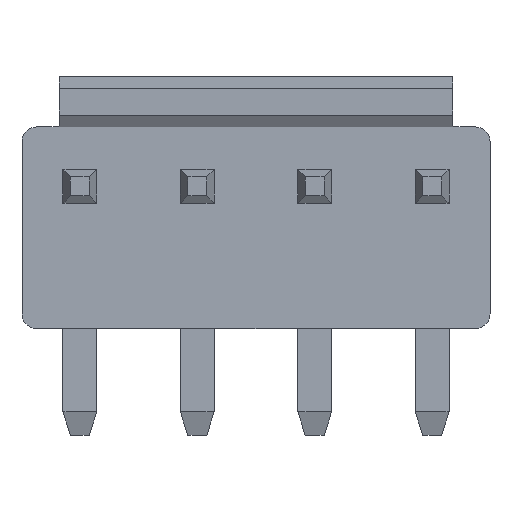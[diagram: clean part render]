
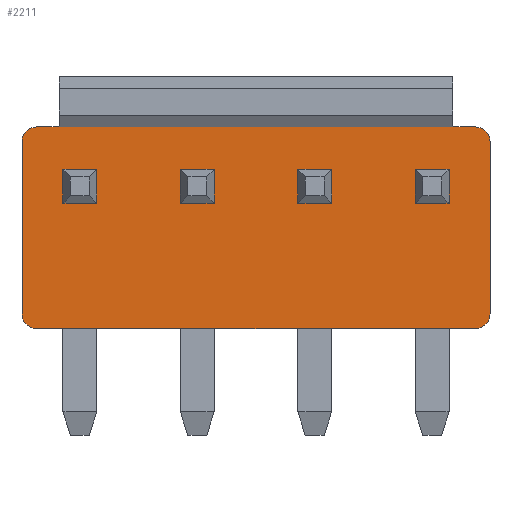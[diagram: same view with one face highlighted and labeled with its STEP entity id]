
A CAD part, front view. The second image highlights one B-rep face of the part: STEP entity #2211.
In plain terms, the highlighted planar face has unit normal (0, -1, 0).
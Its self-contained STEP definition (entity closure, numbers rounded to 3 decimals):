
#71=FACE_BOUND('',#322,.T.);
#72=FACE_BOUND('',#323,.T.);
#73=FACE_BOUND('',#324,.T.);
#74=FACE_BOUND('',#325,.T.);
#80=PLANE('',#2353);
#195=FACE_OUTER_BOUND('',#321,.T.);
#321=EDGE_LOOP('',(#1579,#1580,#1581,#1582,#1583,#1584,#1585,#1586,#1587,
#1588));
#322=EDGE_LOOP('',(#1589,#1590,#1591,#1592));
#323=EDGE_LOOP('',(#1593,#1594,#1595,#1596));
#324=EDGE_LOOP('',(#1597,#1598,#1599,#1600));
#325=EDGE_LOOP('',(#1601,#1602,#1603,#1604));
#455=LINE('',#3103,#745);
#460=LINE('',#3113,#750);
#461=LINE('',#3117,#751);
#462=LINE('',#3121,#752);
#463=LINE('',#3123,#753);
#464=LINE('',#3125,#754);
#465=LINE('',#3129,#755);
#466=LINE('',#3131,#756);
#467=LINE('',#3133,#757);
#468=LINE('',#3134,#758);
#469=LINE('',#3137,#759);
#470=LINE('',#3139,#760);
#471=LINE('',#3141,#761);
#472=LINE('',#3142,#762);
#473=LINE('',#3145,#763);
#474=LINE('',#3147,#764);
#475=LINE('',#3149,#765);
#476=LINE('',#3150,#766);
#477=LINE('',#3153,#767);
#478=LINE('',#3155,#768);
#479=LINE('',#3157,#769);
#480=LINE('',#3158,#770);
#745=VECTOR('',#2511,1000.);
#750=VECTOR('',#2518,1000.);
#751=VECTOR('',#2521,1000.);
#752=VECTOR('',#2524,1000.);
#753=VECTOR('',#2525,1000.);
#754=VECTOR('',#2526,1000.);
#755=VECTOR('',#2529,1000.);
#756=VECTOR('',#2530,1000.);
#757=VECTOR('',#2531,1000.);
#758=VECTOR('',#2532,1000.);
#759=VECTOR('',#2533,1000.);
#760=VECTOR('',#2534,1000.);
#761=VECTOR('',#2535,1000.);
#762=VECTOR('',#2536,1000.);
#763=VECTOR('',#2537,1000.);
#764=VECTOR('',#2538,1000.);
#765=VECTOR('',#2539,1000.);
#766=VECTOR('',#2540,1000.);
#767=VECTOR('',#2541,1000.);
#768=VECTOR('',#2542,1000.);
#769=VECTOR('',#2543,1000.);
#770=VECTOR('',#2544,1000.);
#1034=CIRCLE('',#2351,0.5);
#1035=CIRCLE('',#2354,0.5);
#1036=CIRCLE('',#2355,0.5);
#1037=CIRCLE('',#2356,0.5);
#1059=VERTEX_POINT('',#3096);
#1060=VERTEX_POINT('',#3098);
#1061=VERTEX_POINT('',#3102);
#1065=VERTEX_POINT('',#3112);
#1066=VERTEX_POINT('',#3114);
#1067=VERTEX_POINT('',#3116);
#1068=VERTEX_POINT('',#3118);
#1069=VERTEX_POINT('',#3120);
#1070=VERTEX_POINT('',#3122);
#1071=VERTEX_POINT('',#3124);
#1072=VERTEX_POINT('',#3127);
#1073=VERTEX_POINT('',#3128);
#1074=VERTEX_POINT('',#3130);
#1075=VERTEX_POINT('',#3132);
#1076=VERTEX_POINT('',#3135);
#1077=VERTEX_POINT('',#3136);
#1078=VERTEX_POINT('',#3138);
#1079=VERTEX_POINT('',#3140);
#1080=VERTEX_POINT('',#3143);
#1081=VERTEX_POINT('',#3144);
#1082=VERTEX_POINT('',#3146);
#1083=VERTEX_POINT('',#3148);
#1084=VERTEX_POINT('',#3151);
#1085=VERTEX_POINT('',#3152);
#1086=VERTEX_POINT('',#3154);
#1087=VERTEX_POINT('',#3156);
#1257=EDGE_CURVE('',#1059,#1060,#1034,.T.);
#1259=EDGE_CURVE('',#1061,#1060,#455,.T.);
#1264=EDGE_CURVE('',#1065,#1059,#460,.T.);
#1265=EDGE_CURVE('',#1066,#1065,#1035,.T.);
#1266=EDGE_CURVE('',#1067,#1066,#461,.T.);
#1267=EDGE_CURVE('',#1068,#1067,#1036,.T.);
#1268=EDGE_CURVE('',#1068,#1069,#462,.T.);
#1269=EDGE_CURVE('',#1069,#1070,#463,.T.);
#1270=EDGE_CURVE('',#1070,#1071,#464,.T.);
#1271=EDGE_CURVE('',#1061,#1071,#1037,.T.);
#1272=EDGE_CURVE('',#1072,#1073,#465,.T.);
#1273=EDGE_CURVE('',#1073,#1074,#466,.T.);
#1274=EDGE_CURVE('',#1074,#1075,#467,.T.);
#1275=EDGE_CURVE('',#1075,#1072,#468,.T.);
#1276=EDGE_CURVE('',#1076,#1077,#469,.T.);
#1277=EDGE_CURVE('',#1077,#1078,#470,.T.);
#1278=EDGE_CURVE('',#1078,#1079,#471,.T.);
#1279=EDGE_CURVE('',#1079,#1076,#472,.T.);
#1280=EDGE_CURVE('',#1080,#1081,#473,.T.);
#1281=EDGE_CURVE('',#1081,#1082,#474,.T.);
#1282=EDGE_CURVE('',#1082,#1083,#475,.T.);
#1283=EDGE_CURVE('',#1083,#1080,#476,.T.);
#1284=EDGE_CURVE('',#1084,#1085,#477,.T.);
#1285=EDGE_CURVE('',#1085,#1086,#478,.T.);
#1286=EDGE_CURVE('',#1086,#1087,#479,.T.);
#1287=EDGE_CURVE('',#1087,#1084,#480,.T.);
#1579=ORIENTED_EDGE('',*,*,#1257,.F.);
#1580=ORIENTED_EDGE('',*,*,#1264,.F.);
#1581=ORIENTED_EDGE('',*,*,#1265,.F.);
#1582=ORIENTED_EDGE('',*,*,#1266,.F.);
#1583=ORIENTED_EDGE('',*,*,#1267,.F.);
#1584=ORIENTED_EDGE('',*,*,#1268,.T.);
#1585=ORIENTED_EDGE('',*,*,#1269,.T.);
#1586=ORIENTED_EDGE('',*,*,#1270,.T.);
#1587=ORIENTED_EDGE('',*,*,#1271,.F.);
#1588=ORIENTED_EDGE('',*,*,#1259,.T.);
#1589=ORIENTED_EDGE('',*,*,#1272,.T.);
#1590=ORIENTED_EDGE('',*,*,#1273,.T.);
#1591=ORIENTED_EDGE('',*,*,#1274,.T.);
#1592=ORIENTED_EDGE('',*,*,#1275,.T.);
#1593=ORIENTED_EDGE('',*,*,#1276,.T.);
#1594=ORIENTED_EDGE('',*,*,#1277,.T.);
#1595=ORIENTED_EDGE('',*,*,#1278,.T.);
#1596=ORIENTED_EDGE('',*,*,#1279,.T.);
#1597=ORIENTED_EDGE('',*,*,#1280,.T.);
#1598=ORIENTED_EDGE('',*,*,#1281,.T.);
#1599=ORIENTED_EDGE('',*,*,#1282,.T.);
#1600=ORIENTED_EDGE('',*,*,#1283,.T.);
#1601=ORIENTED_EDGE('',*,*,#1284,.T.);
#1602=ORIENTED_EDGE('',*,*,#1285,.T.);
#1603=ORIENTED_EDGE('',*,*,#1286,.T.);
#1604=ORIENTED_EDGE('',*,*,#1287,.T.);
#2211=ADVANCED_FACE('',(#195,#71,#72,#73,#74),#80,.F.);
#2351=AXIS2_PLACEMENT_3D('',#3099,#2506,#2507);
#2353=AXIS2_PLACEMENT_3D('',#3111,#2516,#2517);
#2354=AXIS2_PLACEMENT_3D('',#3115,#2519,#2520);
#2355=AXIS2_PLACEMENT_3D('',#3119,#2522,#2523);
#2356=AXIS2_PLACEMENT_3D('',#3126,#2527,#2528);
#2506=DIRECTION('center_axis',(0.,1.,0.));
#2507=DIRECTION('ref_axis',(-0.707,0.,-0.707));
#2511=DIRECTION('',(0.,0.,-1.));
#2516=DIRECTION('center_axis',(0.,1.,0.));
#2517=DIRECTION('ref_axis',(0.,0.,1.));
#2518=DIRECTION('',(-1.,0.,0.));
#2519=DIRECTION('center_axis',(0.,1.,0.));
#2520=DIRECTION('ref_axis',(0.707,0.,-0.707));
#2521=DIRECTION('',(0.,0.,-1.));
#2522=DIRECTION('center_axis',(0.,1.,0.));
#2523=DIRECTION('ref_axis',(0.707,0.,0.707));
#2524=DIRECTION('',(-1.,0.,0.));
#2525=DIRECTION('',(-1.,0.,0.));
#2526=DIRECTION('',(-1.,0.,0.));
#2527=DIRECTION('center_axis',(0.,1.,0.));
#2528=DIRECTION('ref_axis',(-0.707,0.,0.707));
#2529=DIRECTION('',(-1.,0.,0.));
#2530=DIRECTION('',(0.,0.,1.));
#2531=DIRECTION('',(1.,0.,0.));
#2532=DIRECTION('',(0.,0.,-1.));
#2533=DIRECTION('',(-1.,0.,0.));
#2534=DIRECTION('',(0.,0.,1.));
#2535=DIRECTION('',(1.,0.,0.));
#2536=DIRECTION('',(0.,0.,-1.));
#2537=DIRECTION('',(-1.,0.,0.));
#2538=DIRECTION('',(0.,0.,1.));
#2539=DIRECTION('',(1.,0.,0.));
#2540=DIRECTION('',(0.,0.,-1.));
#2541=DIRECTION('',(-1.,0.,0.));
#2542=DIRECTION('',(0.,0.,1.));
#2543=DIRECTION('',(1.,0.,0.));
#2544=DIRECTION('',(0.,0.,-1.));
#3096=CARTESIAN_POINT('',(-1.39,-5.75,0.));
#3098=CARTESIAN_POINT('',(-1.89,-5.75,0.5));
#3099=CARTESIAN_POINT('Origin',(-1.39,-5.75,0.5));
#3102=CARTESIAN_POINT('',(-1.89,-5.75,6.3));
#3103=CARTESIAN_POINT('',(-1.89,-5.75,6.8));
#3111=CARTESIAN_POINT('Origin',(13.89,-5.75,6.8));
#3112=CARTESIAN_POINT('',(13.39,-5.75,0.));
#3113=CARTESIAN_POINT('',(13.89,-5.75,0.));
#3114=CARTESIAN_POINT('',(13.89,-5.75,0.5));
#3115=CARTESIAN_POINT('Origin',(13.39,-5.75,0.5));
#3116=CARTESIAN_POINT('',(13.89,-5.75,6.3));
#3117=CARTESIAN_POINT('',(13.89,-5.75,6.8));
#3118=CARTESIAN_POINT('',(13.39,-5.75,6.8));
#3119=CARTESIAN_POINT('Origin',(13.39,-5.75,6.3));
#3120=CARTESIAN_POINT('',(12.64,-5.75,6.8));
#3121=CARTESIAN_POINT('',(13.89,-5.75,6.8));
#3122=CARTESIAN_POINT('',(-0.64,-5.75,6.8));
#3123=CARTESIAN_POINT('',(13.89,-5.75,6.8));
#3124=CARTESIAN_POINT('',(-1.39,-5.75,6.8));
#3125=CARTESIAN_POINT('',(13.89,-5.75,6.8));
#3126=CARTESIAN_POINT('Origin',(-1.39,-5.75,6.3));
#3127=CARTESIAN_POINT('',(0.63,-5.75,4.23));
#3128=CARTESIAN_POINT('',(-0.51,-5.75,4.23));
#3129=CARTESIAN_POINT('',(13.89,-5.75,4.23));
#3130=CARTESIAN_POINT('',(-0.51,-5.75,5.37));
#3131=CARTESIAN_POINT('',(-0.51,-5.75,6.8));
#3132=CARTESIAN_POINT('',(0.63,-5.75,5.37));
#3133=CARTESIAN_POINT('',(13.89,-5.75,5.37));
#3134=CARTESIAN_POINT('',(0.63,-5.75,6.8));
#3135=CARTESIAN_POINT('',(4.59,-5.75,4.23));
#3136=CARTESIAN_POINT('',(3.45,-5.75,4.23));
#3137=CARTESIAN_POINT('',(13.89,-5.75,4.23));
#3138=CARTESIAN_POINT('',(3.45,-5.75,5.37));
#3139=CARTESIAN_POINT('',(3.45,-5.75,6.8));
#3140=CARTESIAN_POINT('',(4.59,-5.75,5.37));
#3141=CARTESIAN_POINT('',(13.89,-5.75,5.37));
#3142=CARTESIAN_POINT('',(4.59,-5.75,6.8));
#3143=CARTESIAN_POINT('',(8.55,-5.75,4.23));
#3144=CARTESIAN_POINT('',(7.41,-5.75,4.23));
#3145=CARTESIAN_POINT('',(13.89,-5.75,4.23));
#3146=CARTESIAN_POINT('',(7.41,-5.75,5.37));
#3147=CARTESIAN_POINT('',(7.41,-5.75,6.8));
#3148=CARTESIAN_POINT('',(8.55,-5.75,5.37));
#3149=CARTESIAN_POINT('',(13.89,-5.75,5.37));
#3150=CARTESIAN_POINT('',(8.55,-5.75,6.8));
#3151=CARTESIAN_POINT('',(12.51,-5.75,4.23));
#3152=CARTESIAN_POINT('',(11.37,-5.75,4.23));
#3153=CARTESIAN_POINT('',(13.89,-5.75,4.23));
#3154=CARTESIAN_POINT('',(11.37,-5.75,5.37));
#3155=CARTESIAN_POINT('',(11.37,-5.75,6.8));
#3156=CARTESIAN_POINT('',(12.51,-5.75,5.37));
#3157=CARTESIAN_POINT('',(13.89,-5.75,5.37));
#3158=CARTESIAN_POINT('',(12.51,-5.75,6.8));
